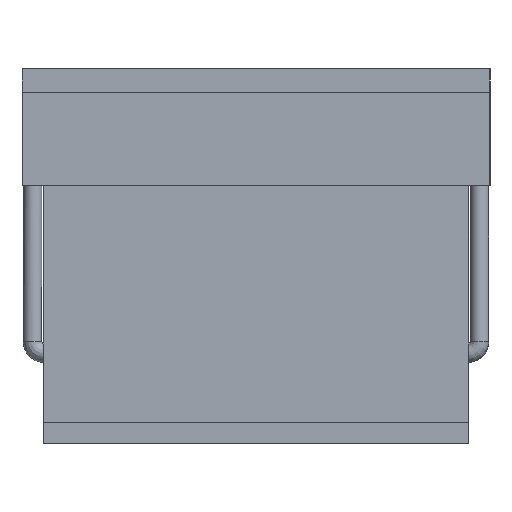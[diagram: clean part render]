
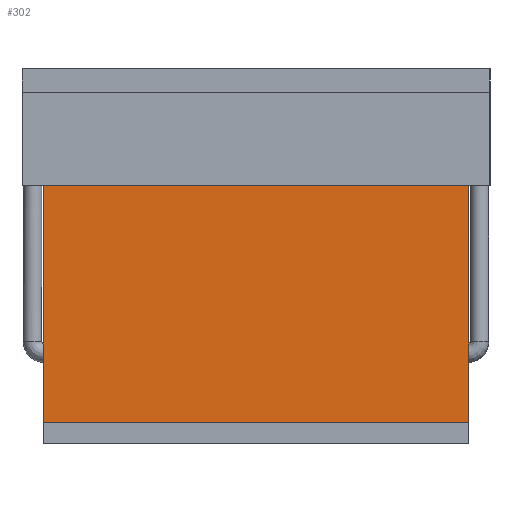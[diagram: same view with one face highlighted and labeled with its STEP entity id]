
A CAD part, left-side view. The second image highlights one B-rep face of the part: STEP entity #302.
In plain terms, the highlighted planar face has unit normal (-1, 0, 0).
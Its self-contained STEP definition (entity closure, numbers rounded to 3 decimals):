
#302=ADVANCED_FACE('',(#400),#1665,.T.);
#400=FACE_OUTER_BOUND('',#503,.T.);
#503=EDGE_LOOP('',(#912,#913,#914,#915));
#912=ORIENTED_EDGE('',*,*,#1176,.F.);
#913=ORIENTED_EDGE('',*,*,#1165,.T.);
#914=ORIENTED_EDGE('',*,*,#1177,.T.);
#915=ORIENTED_EDGE('',*,*,#1159,.F.);
#1159=EDGE_CURVE('',#1602,#1600,#1318,.T.);
#1165=EDGE_CURVE('',#1606,#1603,#1324,.T.);
#1176=EDGE_CURVE('',#1606,#1602,#1335,.T.);
#1177=EDGE_CURVE('',#1603,#1600,#1336,.T.);
#1318=B_SPLINE_CURVE_WITH_KNOTS('',1,(#4655,#4656),.UNSPECIFIED.,.F.,.F.,
(2,2),(6.55,8.37),.UNSPECIFIED.);
#1324=B_SPLINE_CURVE_WITH_KNOTS('',1,(#4667,#4668),.UNSPECIFIED.,.F.,.F.,
(2,2),(1.3,1.6),.UNSPECIFIED.);
#1335=B_SPLINE_CURVE_WITH_KNOTS('',1,(#4689,#4690,#4691,#4692),
 .UNSPECIFIED.,.F.,.F.,(2,1,1,2),(0.,0.34,0.615,0.75),.UNSPECIFIED.);
#1336=B_SPLINE_CURVE_WITH_KNOTS('',1,(#4693,#4694,#4695,#4696),
 .UNSPECIFIED.,.F.,.F.,(2,1,1,2),(0.,0.34,0.615,0.75),.UNSPECIFIED.);
#1600=VERTEX_POINT('',#4634);
#1602=VERTEX_POINT('',#4636);
#1603=VERTEX_POINT('',#4637);
#1606=VERTEX_POINT('',#4640);
#1665=PLANE('',#1806);
#1806=AXIS2_PLACEMENT_3D('',#4630,#1886,$);
#1886=DIRECTION('',(-1.,0.,0.));
#4630=CARTESIAN_POINT('',(-1.16,0.91,0.09));
#4634=CARTESIAN_POINT('',(-1.16,-0.91,1.43));
#4636=CARTESIAN_POINT('',(-1.16,0.91,1.43));
#4637=CARTESIAN_POINT('',(-1.16,-0.91,0.09));
#4640=CARTESIAN_POINT('',(-1.16,0.91,0.09));
#4655=CARTESIAN_POINT('',(-1.16,0.91,1.43));
#4656=CARTESIAN_POINT('',(-1.16,-0.91,1.43));
#4667=CARTESIAN_POINT('',(-1.16,0.91,0.09));
#4668=CARTESIAN_POINT('',(-1.16,-0.91,0.09));
#4689=CARTESIAN_POINT('',(-1.16,0.91,0.09));
#4690=CARTESIAN_POINT('',(-1.16,0.91,0.43));
#4691=CARTESIAN_POINT('',(-1.16,0.91,1.1));
#4692=CARTESIAN_POINT('',(-1.16,0.91,1.43));
#4693=CARTESIAN_POINT('',(-1.16,-0.91,0.09));
#4694=CARTESIAN_POINT('',(-1.16,-0.91,0.43));
#4695=CARTESIAN_POINT('',(-1.16,-0.91,1.1));
#4696=CARTESIAN_POINT('',(-1.16,-0.91,1.43));
